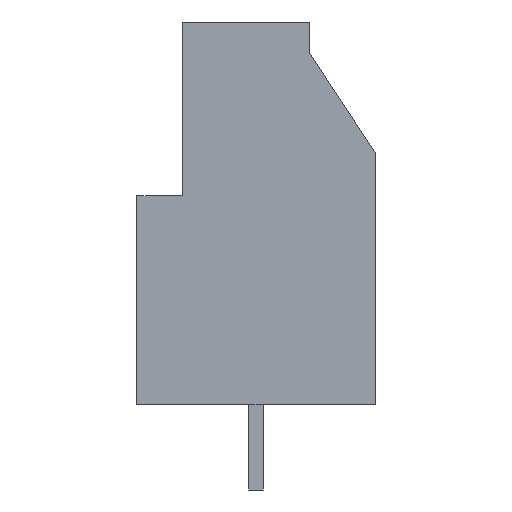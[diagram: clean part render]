
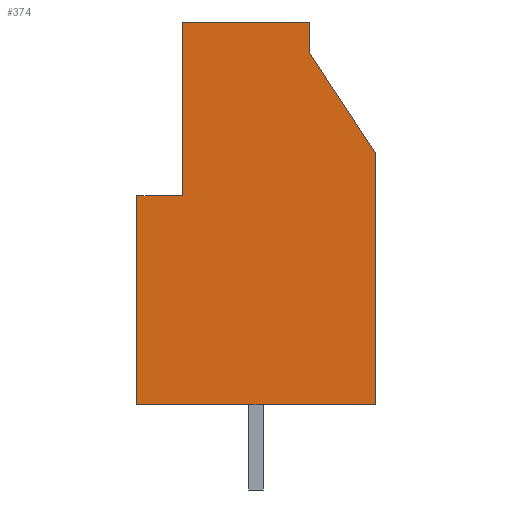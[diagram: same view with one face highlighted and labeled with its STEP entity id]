
A CAD part, front view. The second image highlights one B-rep face of the part: STEP entity #374.
In plain terms, the highlighted planar face has unit normal (0, -1, 0).
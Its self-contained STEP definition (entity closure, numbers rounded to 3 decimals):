
#374=ADVANCED_FACE('',(#4007),#4009,.F.);
#4007=FACE_OUTER_BOUND('',#4008,.T.);
#4008=EDGE_LOOP('',(#6903,#6904,#6905,#6906,#6907,#6908,#6909,#6910));
#4009=PLANE('',#4010);
#4010=AXIS2_PLACEMENT_3D('',#4011,#4012,#4013);
#4011=CARTESIAN_POINT('',(0.,-2.54,0.));
#4012=DIRECTION('',(-0.,1.,0.));
#4013=DIRECTION('',(1.,0.,0.));
#6903=ORIENTED_EDGE('',*,*,#8690,.F.);
#6904=ORIENTED_EDGE('',*,*,#8696,.F.);
#6905=ORIENTED_EDGE('',*,*,#8713,.F.);
#6906=ORIENTED_EDGE('',*,*,#8692,.F.);
#6907=ORIENTED_EDGE('',*,*,#8686,.F.);
#6908=ORIENTED_EDGE('',*,*,#8683,.F.);
#6909=ORIENTED_EDGE('',*,*,#8680,.F.);
#6910=ORIENTED_EDGE('',*,*,#8677,.F.);
#8677=EDGE_CURVE('',#9676,#9678,#9679,.T.);
#8680=EDGE_CURVE('',#9678,#9683,#9684,.T.);
#8683=EDGE_CURVE('',#9683,#9688,#9689,.T.);
#8686=EDGE_CURVE('',#9688,#9693,#9694,.T.);
#8690=EDGE_CURVE('',#9698,#9676,#9700,.T.);
#8692=EDGE_CURVE('',#9693,#9703,#9704,.T.);
#8696=EDGE_CURVE('',#9708,#9698,#9710,.T.);
#8713=EDGE_CURVE('',#9703,#9708,#9742,.T.);
#9676=VERTEX_POINT('',#11400);
#9678=VERTEX_POINT('',#11404);
#9679=LINE('',#11405,#11406);
#9683=VERTEX_POINT('',#11415);
#9684=LINE('',#11416,#11417);
#9688=VERTEX_POINT('',#11426);
#9689=LINE('',#11427,#11428);
#9693=VERTEX_POINT('',#11437);
#9694=LINE('',#11438,#11439);
#9698=VERTEX_POINT('',#11448);
#9700=LINE('',#11452,#11453);
#9703=VERTEX_POINT('',#11459);
#9704=LINE('',#11460,#11461);
#9708=VERTEX_POINT('',#11470);
#9710=LINE('',#11474,#11475);
#9742=LINE('',#11555,#11556);
#11400=CARTESIAN_POINT('',(5.6,-2.54,11.852));
#11404=CARTESIAN_POINT('',(5.6,-2.54,0.));
#11405=CARTESIAN_POINT('',(5.6,-2.54,11.852));
#11406=VECTOR('',#11407,1.);
#11407=DIRECTION('',(0.,0.,-1.));
#11415=CARTESIAN_POINT('',(-5.6,-2.54,0.));
#11416=CARTESIAN_POINT('',(5.6,-2.54,0.));
#11417=VECTOR('',#11418,1.);
#11418=DIRECTION('',(-1.,0.,0.));
#11426=CARTESIAN_POINT('',(-5.6,-2.54,9.84));
#11427=CARTESIAN_POINT('',(-5.6,-2.54,0.));
#11428=VECTOR('',#11429,1.);
#11429=DIRECTION('',(0.,0.,1.));
#11437=CARTESIAN_POINT('',(-3.451,-2.54,9.84));
#11438=CARTESIAN_POINT('',(-5.6,-2.54,9.84));
#11439=VECTOR('',#11440,1.);
#11440=DIRECTION('',(1.,0.,0.));
#11448=CARTESIAN_POINT('',(2.532,-2.54,16.521));
#11452=CARTESIAN_POINT('',(2.532,-2.54,16.521));
#11453=VECTOR('',#11454,1.);
#11454=DIRECTION('',(0.549,0.,-0.836));
#11459=CARTESIAN_POINT('',(-3.451,-2.54,18.002));
#11460=CARTESIAN_POINT('',(-3.451,-2.54,9.84));
#11461=VECTOR('',#11462,1.);
#11462=DIRECTION('',(0.,0.,1.));
#11470=CARTESIAN_POINT('',(2.532,-2.54,18.002));
#11474=CARTESIAN_POINT('',(2.532,-2.54,18.002));
#11475=VECTOR('',#11476,1.);
#11476=DIRECTION('',(0.,0.,-1.));
#11555=CARTESIAN_POINT('',(-3.451,-2.54,18.002));
#11556=VECTOR('',#11557,1.);
#11557=DIRECTION('',(1.,0.,0.));
